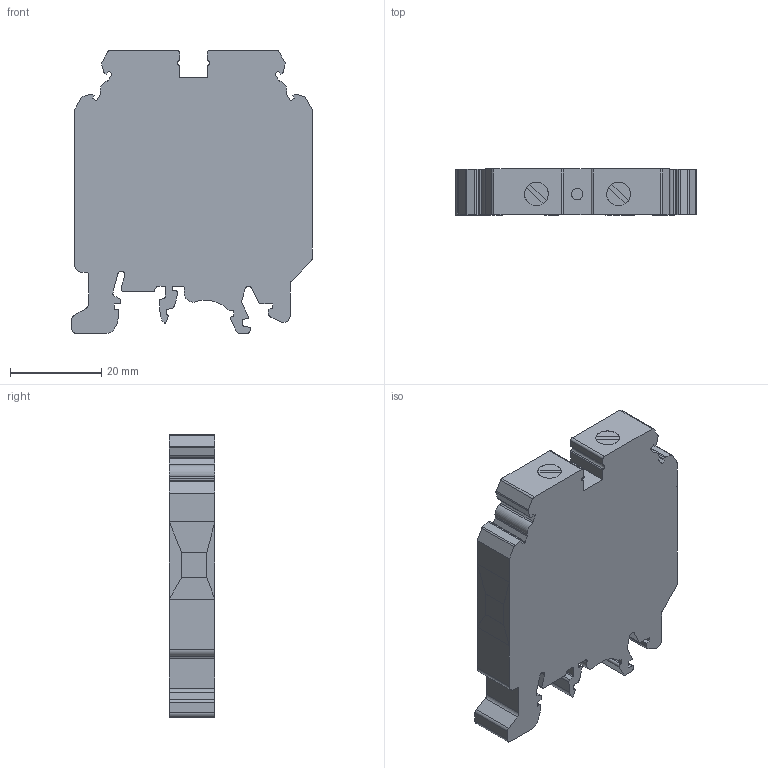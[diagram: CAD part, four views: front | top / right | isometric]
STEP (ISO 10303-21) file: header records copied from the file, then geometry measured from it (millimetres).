
FILE_DESCRIPTION(/* description */ (''),/* implementation_level */ '2;1');
FILE_NAME(/* name */ 'CTS10USC.stp',/* time_stamp */ '2017-05-31T10:33:57-04:00',/* author */ ('CAD Station'),/* organization */ (''),/* preprocessor_version */ 'ST-DEVELOPER v16.1',/* originating_system */ 'Autodesk Inventor 2016',/* authorisation */ '');
FILE_SCHEMA (('AUTOMOTIVE_DESIGN { 1 0 10303 214 3 1 1 }'));
Length unit declared in the file: metre
Products named in the file (1): cts10usc
Bounding box: 52.66 x 10 x 62 mm (x, y, z)
Volume: 27027.7 mm3; surface area: 8509.9 mm2
Topology: 1 solids, 1 shells, 205 faces, 576 edges, 376 vertices
Faces by surface type: plane 124, cylinder 81
Full cylindrical faces by diameter (mm): 2.5 x1, 5.2 x2
Entity records: 6823 total; most frequent: DIRECTION 1151, CARTESIAN_POINT 1151, ORIENTED_EDGE 1142, EDGE_CURVE 571, LINE 403, VECTOR 403, VERTEX_POINT 374, AXIS2_PLACEMENT_3D 374
